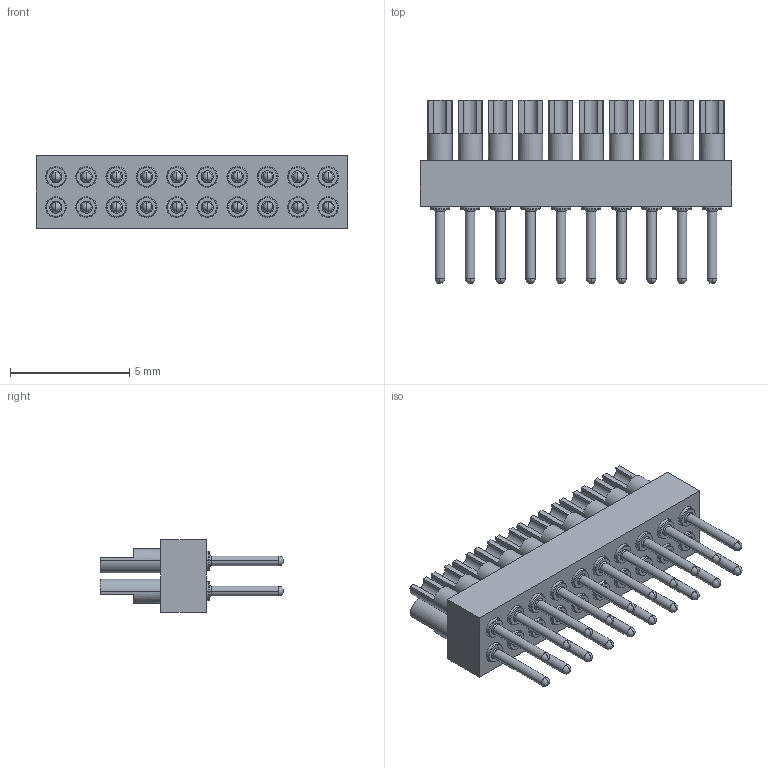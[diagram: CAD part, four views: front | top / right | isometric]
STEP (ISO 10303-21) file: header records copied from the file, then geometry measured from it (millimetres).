
FILE_DESCRIPTION (( 'STEP AP214' ), '1' );
FILE_NAME ('mill-max-852-10-020-10-003000.step', '2018-04-04T19:35:04', ( '' ), ( '' ), 'SwSTEP 2.0', 'SolidWorks 2018', '' );
FILE_SCHEMA (( 'AUTOMOTIVE_DESIGN' ));
Length unit declared in the file: inch
Products named in the file (3): mill-max-852-10-020-10-003000; mill-max-852-10-020-10-003000_3050_3050-0-01-15-00-00-03-0; mill-max-852-10-020-10-003000_P8XX-28-011-02-000000_P820-28-011-02-000000
Assembly tree (21 placements, depth 2):
  mill-max-852-10-020-10-003000
    mill-max-852-10-020-10-003000_P8XX-28-011-02-000000_P820-28-011-02-000000
    mill-max-852-10-020-10-003000_3050_3050-0-01-15-00-00-03-0  x20
Bounding box: 13.08 x 7.7 x 3.05 mm (x, y, z)
Volume: 102.8 mm3; surface area: 656.3 mm2
Topology: 21 solids, 21 shells, 686 faces, 1612 edges, 968 vertices
Faces by surface type: cylinder 280, plane 166, cone 160, torus 40, sphere 40
Entity records: 2800 total; most frequent: DIRECTION 528, CARTESIAN_POINT 436, ORIENTED_EDGE 404, AXIS2_PLACEMENT_3D 224, EDGE_CURVE 202, VERTEX_POINT 132, EDGE_LOOP 122, CIRCLE 122
